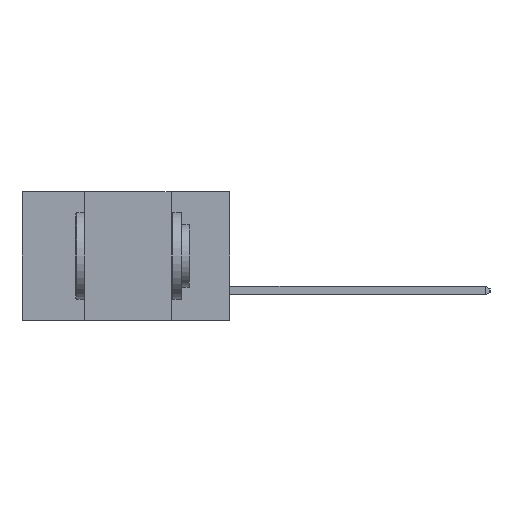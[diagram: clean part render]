
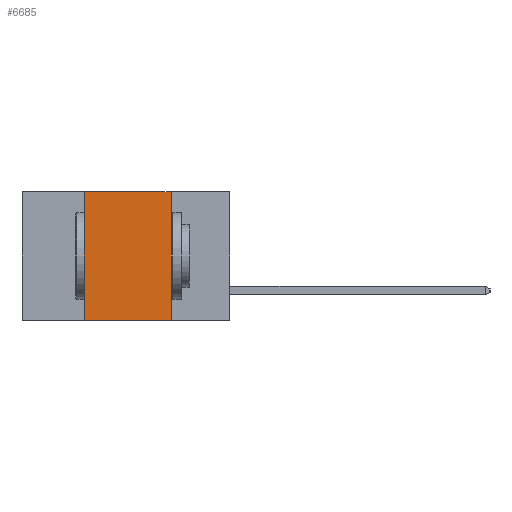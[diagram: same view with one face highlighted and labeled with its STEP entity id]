
A CAD part, left-side view. The second image highlights one B-rep face of the part: STEP entity #6685.
In plain terms, the highlighted planar face has unit normal (-1, 0, 0).
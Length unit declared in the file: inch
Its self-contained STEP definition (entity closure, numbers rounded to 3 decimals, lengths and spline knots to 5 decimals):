
#951 = CARTESIAN_POINT ( 'NONE',  ( 0., 0.6, 0. ) ) ;
#1055 = PLANE ( 'NONE',  #11006 ) ;
#1074 = CARTESIAN_POINT ( 'NONE',  ( 0., 0.6, 0. ) ) ;
#1254 = DIRECTION ( 'NONE',  ( 0., -1., 0. ) ) ;
#1329 = LINE ( 'NONE', #951, #4044 ) ;
#1883 = VECTOR ( 'NONE', #9355, 39.37008 ) ;
#2035 = CARTESIAN_POINT ( 'NONE',  ( 0., 0.6, -0.37 ) ) ;
#2146 = EDGE_LOOP ( 'NONE', ( #2794, #2623, #2569, #2431 ) ) ;
#2431 = ORIENTED_EDGE ( 'NONE', *, *, #10931, .T. ) ;
#2471 = DIRECTION ( 'NONE',  ( 0., 0., -1. ) ) ;
#2556 = CARTESIAN_POINT ( 'NONE',  ( 0., 0.17, -0.37 ) ) ;
#2569 = ORIENTED_EDGE ( 'NONE', *, *, #11579, .F. ) ;
#2623 = ORIENTED_EDGE ( 'NONE', *, *, #5418, .F. ) ;
#2794 = ORIENTED_EDGE ( 'NONE', *, *, #12247, .F. ) ;
#3688 = VERTEX_POINT ( 'NONE', #8027 ) ;
#3888 = VECTOR ( 'NONE', #4246, 39.37008 ) ;
#4044 = VECTOR ( 'NONE', #1254, 39.37008 ) ;
#4246 = DIRECTION ( 'NONE',  ( 0., -1., 0. ) ) ;
#4580 = VERTEX_POINT ( 'NONE', #8758 ) ;
#4775 = DIRECTION ( 'NONE',  ( 0., 0., -1. ) ) ;
#5081 = LINE ( 'NONE', #8312, #1883 ) ;
#5231 = LINE ( 'NONE', #8746, #8273 ) ;
#5418 = EDGE_CURVE ( 'NONE', #6767, #4580, #1329, .T. ) ;
#6493 = CARTESIAN_POINT ( 'NONE',  ( 0., 0.42, 0. ) ) ;
#6685 = ADVANCED_FACE ( 'NONE', ( #10179 ), #1055, .F. ) ;
#6767 = VERTEX_POINT ( 'NONE', #6493 ) ;
#6838 = VERTEX_POINT ( 'NONE', #2556 ) ;
#8027 = CARTESIAN_POINT ( 'NONE',  ( 0., 0.42, -0.37 ) ) ;
#8160 = DIRECTION ( 'NONE',  ( 1., 0., 0. ) ) ;
#8273 = VECTOR ( 'NONE', #2471, 39.37008 ) ;
#8312 = CARTESIAN_POINT ( 'NONE',  ( 0., 0.42, 0. ) ) ;
#8746 = CARTESIAN_POINT ( 'NONE',  ( 0., 0.17, 0. ) ) ;
#8758 = CARTESIAN_POINT ( 'NONE',  ( 0., 0.17, 0. ) ) ;
#9355 = DIRECTION ( 'NONE',  ( 0., 0., 1. ) ) ;
#10179 = FACE_OUTER_BOUND ( 'NONE', #2146, .T. ) ;
#10931 = EDGE_CURVE ( 'NONE', #3688, #6838, #12034, .T. ) ;
#11006 = AXIS2_PLACEMENT_3D ( 'NONE', #1074, #8160, #4775 ) ;
#11579 = EDGE_CURVE ( 'NONE', #3688, #6767, #5081, .T. ) ;
#12034 = LINE ( 'NONE', #2035, #3888 ) ;
#12247 = EDGE_CURVE ( 'NONE', #4580, #6838, #5231, .T. ) ;
